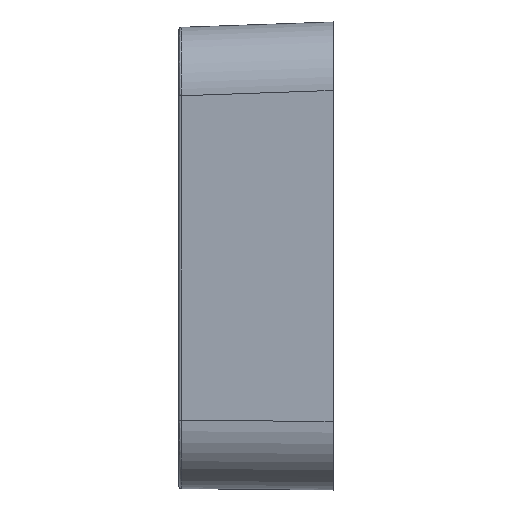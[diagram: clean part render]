
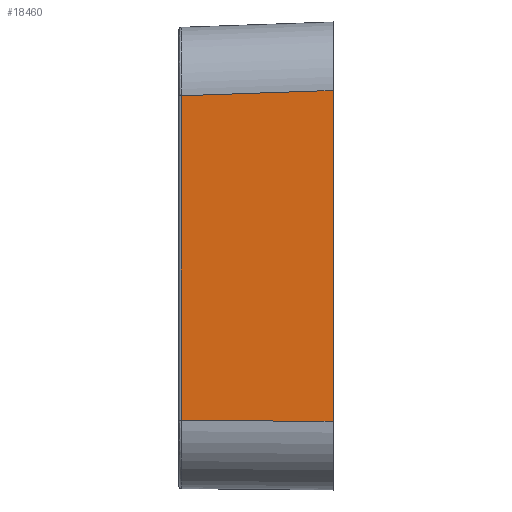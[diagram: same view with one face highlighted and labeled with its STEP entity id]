
A CAD part, left-side view. The second image highlights one B-rep face of the part: STEP entity #18460.
In plain terms, the highlighted planar face has unit normal (-1, 0.026, 0).
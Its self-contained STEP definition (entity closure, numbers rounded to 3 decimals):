
#597 = VECTOR ( 'NONE', #9883, 1000. ) ;
#729 = FACE_OUTER_BOUND ( 'NONE', #25783, .T. ) ;
#1598 = ORIENTED_EDGE ( 'NONE', *, *, #22681, .T. ) ;
#1644 = EDGE_CURVE ( 'NONE', #18072, #15442, #10211, .T. ) ;
#2568 = LINE ( 'NONE', #10333, #13830 ) ;
#3422 = AXIS2_PLACEMENT_3D ( 'NONE', #15944, #31014, #8653 ) ;
#3709 = CARTESIAN_POINT ( 'NONE',  ( -271.516, -1.948, 202.055 ) ) ;
#6736 = CARTESIAN_POINT ( 'NONE',  ( -271.386, 3.001, -142.04 ) ) ;
#7012 = VECTOR ( 'NONE', #20927, 1000. ) ;
#7089 = VECTOR ( 'NONE', #8579, 1000. ) ;
#8579 = DIRECTION ( 'NONE',  ( -0.026, -1., -0.009 ) ) ;
#8653 = DIRECTION ( 'NONE',  ( -0.026, -1., 0. ) ) ;
#9841 = DIRECTION ( 'NONE',  ( 0.026, 0.999, -0.035 ) ) ;
#9883 = DIRECTION ( 'NONE',  ( 0., 0., -1. ) ) ;
#10211 = LINE ( 'NONE', #22626, #597 ) ;
#10333 = CARTESIAN_POINT ( 'NONE',  ( -271.52, -2.091, 142.146 ) ) ;
#13830 = VECTOR ( 'NONE', #9841, 1000. ) ;
#14180 = LINE ( 'NONE', #6736, #7089 ) ;
#14827 = ORIENTED_EDGE ( 'NONE', *, *, #19496, .T. ) ;
#15163 = CARTESIAN_POINT ( 'NONE',  ( -275., -135., -143.245 ) ) ;
#15442 = VERTEX_POINT ( 'NONE', #15163 ) ;
#15944 = CARTESIAN_POINT ( 'NONE',  ( -271.465, 0., 202.055 ) ) ;
#16623 = ORIENTED_EDGE ( 'NONE', *, *, #29410, .T. ) ;
#18072 = VERTEX_POINT ( 'NONE', #22407 ) ;
#18460 = ADVANCED_FACE ( 'NONE', ( #729 ), #26518, .T. ) ;
#18789 = CARTESIAN_POINT ( 'NONE',  ( -271.516, -1.948, -142.083 ) ) ;
#19496 = EDGE_CURVE ( 'NONE', #32170, #15442, #14180, .T. ) ;
#20927 = DIRECTION ( 'NONE',  ( 0., 0., -1. ) ) ;
#22407 = CARTESIAN_POINT ( 'NONE',  ( -275., -135., 146.788 ) ) ;
#22626 = CARTESIAN_POINT ( 'NONE',  ( -275., -135., 202.055 ) ) ;
#22681 = EDGE_CURVE ( 'NONE', #18072, #22975, #2568, .T. ) ;
#22975 = VERTEX_POINT ( 'NONE', #30195 ) ;
#25783 = EDGE_LOOP ( 'NONE', ( #29701, #1598, #16623, #14827 ) ) ;
#26518 = PLANE ( 'NONE',  #3422 ) ;
#28862 = LINE ( 'NONE', #3709, #7012 ) ;
#29410 = EDGE_CURVE ( 'NONE', #22975, #32170, #28862, .T. ) ;
#29701 = ORIENTED_EDGE ( 'NONE', *, *, #1644, .F. ) ;
#30195 = CARTESIAN_POINT ( 'NONE',  ( -271.516, -1.948, 142.141 ) ) ;
#31014 = DIRECTION ( 'NONE',  ( -1., 0.026, 0. ) ) ;
#32170 = VERTEX_POINT ( 'NONE', #18789 ) ;
